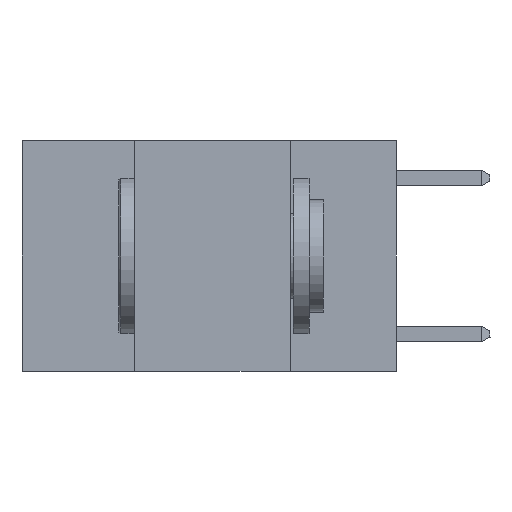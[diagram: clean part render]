
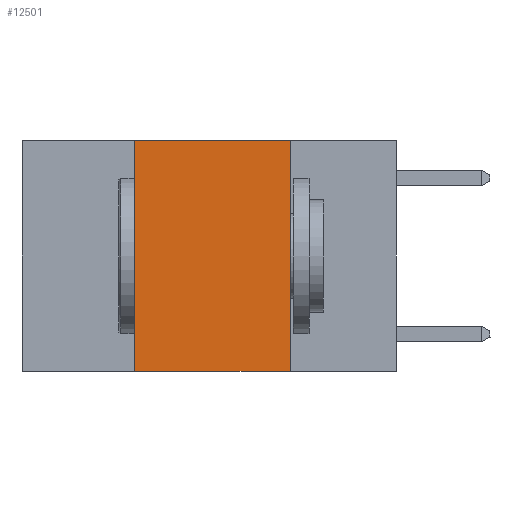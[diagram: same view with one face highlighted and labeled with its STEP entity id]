
A CAD part, left-side view. The second image highlights one B-rep face of the part: STEP entity #12501.
In plain terms, the highlighted planar face has unit normal (-1, 0, 0).
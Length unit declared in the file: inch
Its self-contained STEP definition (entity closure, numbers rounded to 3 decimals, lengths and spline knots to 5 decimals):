
#674 = LINE ( 'NONE', #12525, #5954 ) ;
#736 = ORIENTED_EDGE ( 'NONE', *, *, #3077, .T. ) ;
#995 = ORIENTED_EDGE ( 'NONE', *, *, #9287, .F. ) ;
#1189 = LINE ( 'NONE', #6508, #7771 ) ;
#1193 = AXIS2_PLACEMENT_3D ( 'NONE', #10866, #9560, #8167 ) ;
#2497 = EDGE_CURVE ( 'NONE', #5113, #10304, #674, .T. ) ;
#2558 = CARTESIAN_POINT ( 'NONE',  ( 0., 0.17, 0. ) ) ;
#3077 = EDGE_CURVE ( 'NONE', #5113, #14352, #4601, .T. ) ;
#3101 = PLANE ( 'NONE',  #1193 ) ;
#4242 = FACE_OUTER_BOUND ( 'NONE', #14356, .T. ) ;
#4601 = LINE ( 'NONE', #16193, #14335 ) ;
#5113 = VERTEX_POINT ( 'NONE', #14942 ) ;
#5729 = CARTESIAN_POINT ( 'NONE',  ( 0., 0.17, 0. ) ) ;
#5768 = ORIENTED_EDGE ( 'NONE', *, *, #12468, .F. ) ;
#5954 = VECTOR ( 'NONE', #12270, 39.37008 ) ;
#5971 = CARTESIAN_POINT ( 'NONE',  ( 0., 0.17, -0.37 ) ) ;
#6508 = CARTESIAN_POINT ( 'NONE',  ( 0., 0.6, 0. ) ) ;
#7771 = VECTOR ( 'NONE', #10605, 39.37008 ) ;
#8167 = DIRECTION ( 'NONE',  ( 0., 0., -1. ) ) ;
#8424 = DIRECTION ( 'NONE',  ( 0., 0., -1. ) ) ;
#8456 = CARTESIAN_POINT ( 'NONE',  ( 0., 0.42, 0. ) ) ;
#9287 = EDGE_CURVE ( 'NONE', #10304, #16002, #1189, .T. ) ;
#9560 = DIRECTION ( 'NONE',  ( 1., 0., 0. ) ) ;
#9649 = DIRECTION ( 'NONE',  ( 0., -1., 0. ) ) ;
#10304 = VERTEX_POINT ( 'NONE', #8456 ) ;
#10605 = DIRECTION ( 'NONE',  ( 0., -1., 0. ) ) ;
#10866 = CARTESIAN_POINT ( 'NONE',  ( 0., 0.6, 0. ) ) ;
#11163 = VECTOR ( 'NONE', #8424, 39.37008 ) ;
#12270 = DIRECTION ( 'NONE',  ( 0., 0., 1. ) ) ;
#12468 = EDGE_CURVE ( 'NONE', #16002, #14352, #14892, .T. ) ;
#12501 = ADVANCED_FACE ( 'NONE', ( #4242 ), #3101, .F. ) ;
#12525 = CARTESIAN_POINT ( 'NONE',  ( 0., 0.42, 0. ) ) ;
#14335 = VECTOR ( 'NONE', #9649, 39.37008 ) ;
#14352 = VERTEX_POINT ( 'NONE', #5971 ) ;
#14356 = EDGE_LOOP ( 'NONE', ( #5768, #995, #15928, #736 ) ) ;
#14892 = LINE ( 'NONE', #5729, #11163 ) ;
#14942 = CARTESIAN_POINT ( 'NONE',  ( 0., 0.42, -0.37 ) ) ;
#15928 = ORIENTED_EDGE ( 'NONE', *, *, #2497, .F. ) ;
#16002 = VERTEX_POINT ( 'NONE', #2558 ) ;
#16193 = CARTESIAN_POINT ( 'NONE',  ( 0., 0.6, -0.37 ) ) ;
